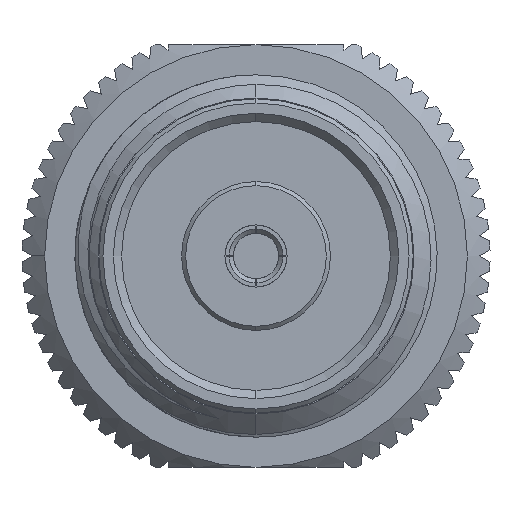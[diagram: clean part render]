
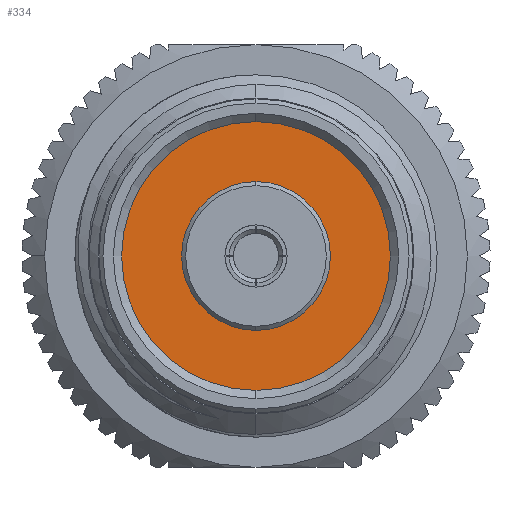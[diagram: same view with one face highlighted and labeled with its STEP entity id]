
A CAD part, left-side view. The second image highlights one B-rep face of the part: STEP entity #334.
In plain terms, the highlighted planar face has unit normal (-1, 0, 0).
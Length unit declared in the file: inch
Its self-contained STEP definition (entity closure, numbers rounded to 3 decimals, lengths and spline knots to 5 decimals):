
#73 = CIRCLE ( 'NONE', #9200, 0.09 ) ;
#216 = FACE_OUTER_BOUND ( 'NONE', #4501, .T. ) ;
#334 = ADVANCED_FACE ( 'NONE', ( #4616, #216 ), #9516, .T. ) ;
#931 = ORIENTED_EDGE ( 'NONE', *, *, #4975, .T. ) ;
#1120 = DIRECTION ( 'NONE',  ( -1., 0., 0. ) ) ;
#1334 = DIRECTION ( 'NONE',  ( -1., 0., 0. ) ) ;
#1752 = AXIS2_PLACEMENT_3D ( 'NONE', #4235, #5883, #3322 ) ;
#1778 = CARTESIAN_POINT ( 'NONE',  ( 0.33, 0., 0. ) ) ;
#1939 = DIRECTION ( 'NONE',  ( 0., 0., 1. ) ) ;
#2094 = EDGE_CURVE ( 'NONE', #2108, #6359, #5266, .T. ) ;
#2108 = VERTEX_POINT ( 'NONE', #8453 ) ;
#2754 = EDGE_CURVE ( 'NONE', #6359, #2108, #73, .T. ) ;
#2983 = DIRECTION ( 'NONE',  ( 0., 0., 1. ) ) ;
#2990 = CIRCLE ( 'NONE', #5274, 0.1625 ) ;
#3322 = DIRECTION ( 'NONE',  ( 0., 0., 1. ) ) ;
#3349 = ORIENTED_EDGE ( 'NONE', *, *, #2754, .F. ) ;
#3457 = DIRECTION ( 'NONE',  ( 0., 0., 1. ) ) ;
#4235 = CARTESIAN_POINT ( 'NONE',  ( 0.33, 0., 0. ) ) ;
#4374 = EDGE_LOOP ( 'NONE', ( #7072, #3349 ) ) ;
#4501 = EDGE_LOOP ( 'NONE', ( #931, #4695 ) ) ;
#4616 = FACE_BOUND ( 'NONE', #4374, .T. ) ;
#4695 = ORIENTED_EDGE ( 'NONE', *, *, #7672, .T. ) ;
#4855 = DIRECTION ( 'NONE',  ( -1., 0., 0. ) ) ;
#4975 = EDGE_CURVE ( 'NONE', #5823, #6683, #2990, .T. ) ;
#5260 = CARTESIAN_POINT ( 'NONE',  ( 0.33, 0., 0. ) ) ;
#5266 = CIRCLE ( 'NONE', #1752, 0.09 ) ;
#5274 = AXIS2_PLACEMENT_3D ( 'NONE', #9909, #4855, #6556 ) ;
#5823 = VERTEX_POINT ( 'NONE', #6698 ) ;
#5883 = DIRECTION ( 'NONE',  ( -1., 0., 0. ) ) ;
#6098 = CARTESIAN_POINT ( 'NONE',  ( 0.33, 0., 0. ) ) ;
#6239 = CARTESIAN_POINT ( 'NONE',  ( 0.33, 0., -0.1625 ) ) ;
#6323 = CIRCLE ( 'NONE', #9022, 0.1625 ) ;
#6359 = VERTEX_POINT ( 'NONE', #10631 ) ;
#6556 = DIRECTION ( 'NONE',  ( 0., 0., 1. ) ) ;
#6683 = VERTEX_POINT ( 'NONE', #6239 ) ;
#6698 = CARTESIAN_POINT ( 'NONE',  ( 0.33, 0., 0.1625 ) ) ;
#7072 = ORIENTED_EDGE ( 'NONE', *, *, #2094, .F. ) ;
#7637 = DIRECTION ( 'NONE',  ( -1., 0., 0. ) ) ;
#7672 = EDGE_CURVE ( 'NONE', #6683, #5823, #6323, .T. ) ;
#8252 = AXIS2_PLACEMENT_3D ( 'NONE', #5260, #1334, #2983 ) ;
#8453 = CARTESIAN_POINT ( 'NONE',  ( 0.33, 0., -0.09 ) ) ;
#9022 = AXIS2_PLACEMENT_3D ( 'NONE', #6098, #1120, #1939 ) ;
#9200 = AXIS2_PLACEMENT_3D ( 'NONE', #1778, #7637, #3457 ) ;
#9516 = PLANE ( 'NONE',  #8252 ) ;
#9909 = CARTESIAN_POINT ( 'NONE',  ( 0.33, 0., 0. ) ) ;
#10631 = CARTESIAN_POINT ( 'NONE',  ( 0.33, 0., 0.09 ) ) ;
